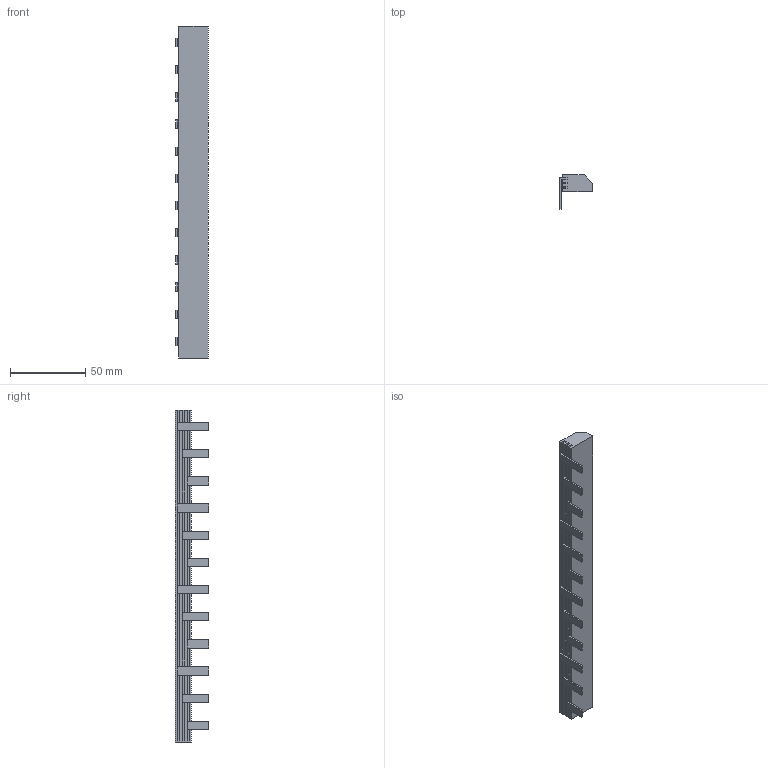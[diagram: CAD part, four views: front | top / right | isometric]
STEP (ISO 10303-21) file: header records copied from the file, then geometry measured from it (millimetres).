
FILE_DESCRIPTION (( 'STEP AP203' ), '1' );
FILE_NAME ('YNS21-3-063-22-12 Øèíà ñîåäèíèòåëüíàÿ òèïà PIN (12 øòûðåé) 3Ð 63À 22 ñì ÈÝÊ.STEP', '2016-09-02T11:28:39', ( '' ), ( '' ), 'SwSTEP 2.0', 'SolidWorks 2014', '' );
FILE_SCHEMA (( 'CONFIG_CONTROL_DESIGN' ));
Length unit declared in the file: millimetre
Products named in the file (1): YNS21-3-063-22-12 Øèíà ñîåäèíèòåëüíàÿ òèïà PIN (12 øòûðåé) 3Ð 63À 22 ñì ÈÝÊ
Bounding box: 21.8 x 22.3 x 220 mm (x, y, z)
Volume: 43028.3 mm3; surface area: 19724.1 mm2
Topology: 1 solids, 1 shells, 139 faces, 363 edges, 226 vertices
Faces by surface type: plane 139
Entity records: 4190 total; most frequent: CARTESIAN_POINT 729, ORIENTED_EDGE 726, DIRECTION 643, EDGE_CURVE 363, LINE 363, VECTOR 363, VERTEX_POINT 226, AXIS2_PLACEMENT_3D 140
